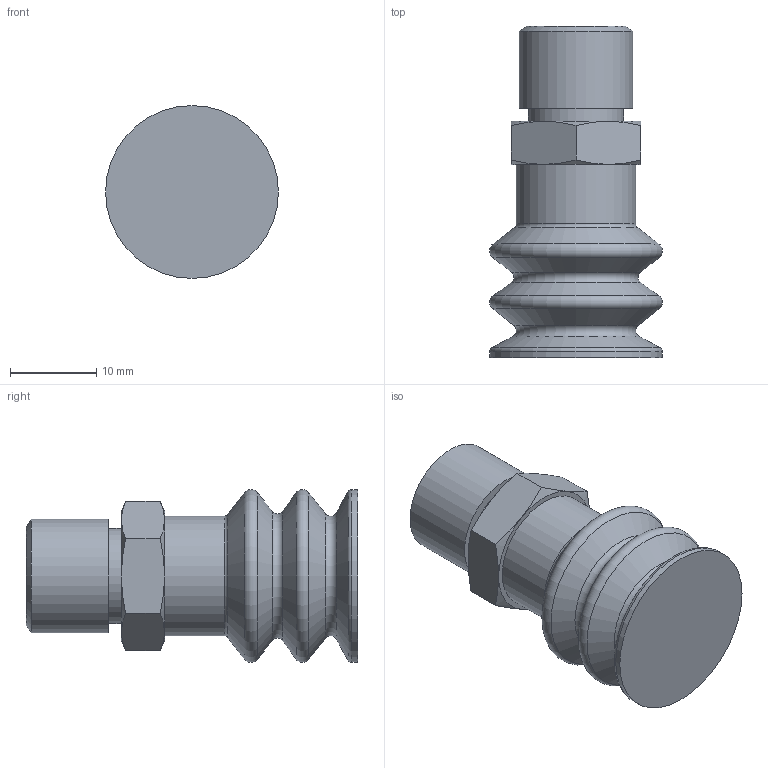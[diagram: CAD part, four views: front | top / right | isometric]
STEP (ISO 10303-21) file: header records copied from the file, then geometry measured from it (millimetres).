
FILE_DESCRIPTION(/* description */ (''),/* implementation_level */ '2;1');
FILE_NAME(/* name */ 'vf20sh30sb_rac15r1-4m.stp',/* time_stamp */ '2023-02-24T08:31:17+01:00',/* author */ ('enginyeria2'),/* organization */ (''),/* preprocessor_version */ 'ST-DEVELOPER v17',/* originating_system */ 'Autodesk Inventor 2019',/* authorisation */ '');
FILE_SCHEMA (('AUTOMOTIVE_DESIGN { 1 0 10303 214 3 1 1 }'));
Length unit declared in the file: millimetre
Products named in the file (1): Pieza3
Bounding box: 20 x 38.35 x 20 mm (x, y, z)
Volume: 7024.9 mm3; surface area: 2898.3 mm2
Topology: 1 solids, 1 shells, 42 faces, 117 edges, 80 vertices
Faces by surface type: cone 20, plane 11, torus 6, cylinder 5
Full cylindrical faces by diameter (mm): 2.5 x1, 11 x1, 13.157 x1, 13.8 x1, 20 x1
Entity records: 1433 total; most frequent: CARTESIAN_POINT 287, DIRECTION 251, ORIENTED_EDGE 232, EDGE_CURVE 116, AXIS2_PLACEMENT_3D 116, VERTEX_POINT 80, CIRCLE 73, EDGE_LOOP 46
